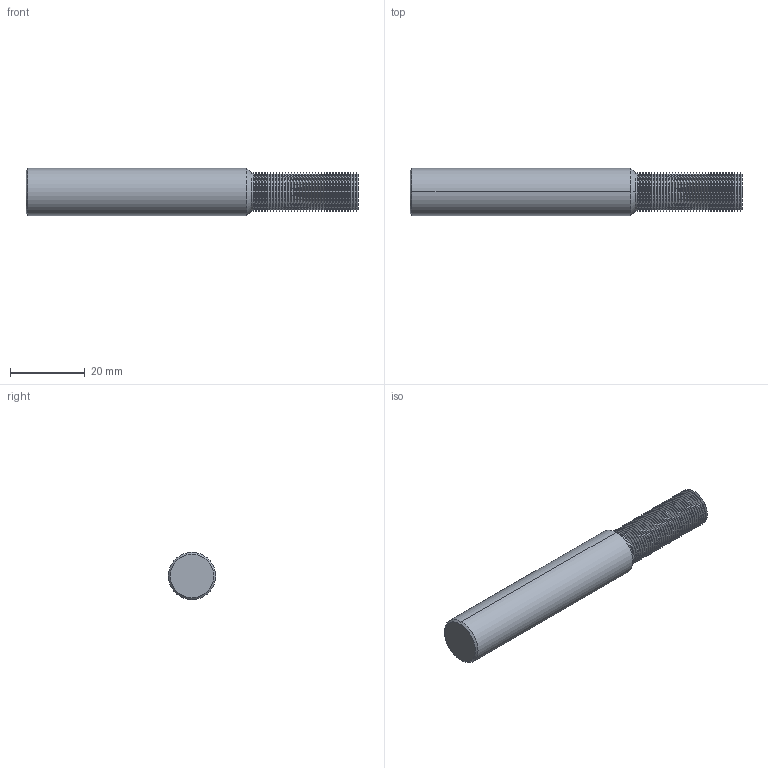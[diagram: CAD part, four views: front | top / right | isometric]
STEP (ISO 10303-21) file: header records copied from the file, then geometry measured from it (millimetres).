
FILE_DESCRIPTION (( 'STEP AP203' ), '1' );
FILE_NAME ('TM400-32.STEP', '2021-09-09T19:28:40', ( '' ), ( '' ), 'SwSTEP 2.0', 'SolidWorks 2020', '' );
FILE_SCHEMA (( 'CONFIG_CONTROL_DESIGN' ));
Length unit declared in the file: inch
Products named in the file (1): TM400-32
Bounding box: 88.9 x 12.69 x 12.69 mm (x, y, z)
Volume: 9710.1 mm3; surface area: 4054.1 mm2
Topology: 1 solids, 1 shells, 294 faces, 586 edges, 294 vertices
Faces by surface type: cylinder 146, cone 146, plane 2
Entity records: 7423 total; most frequent: DIRECTION 1470, CARTESIAN_POINT 1175, ORIENTED_EDGE 1172, AXIS2_PLACEMENT_3D 589, EDGE_CURVE 586, ADVANCED_FACE 294, VERTEX_POINT 294, FACE_OUTER_BOUND 294
